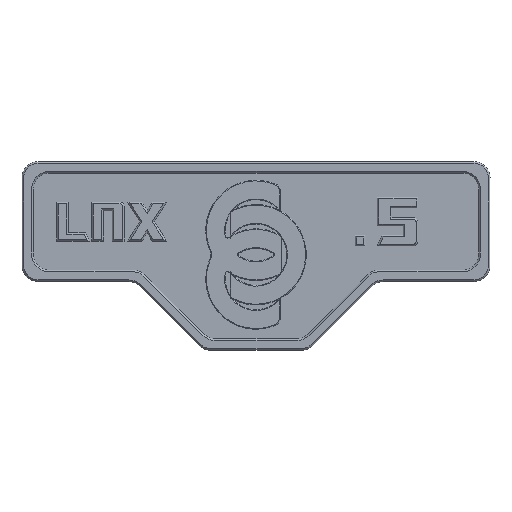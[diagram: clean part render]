
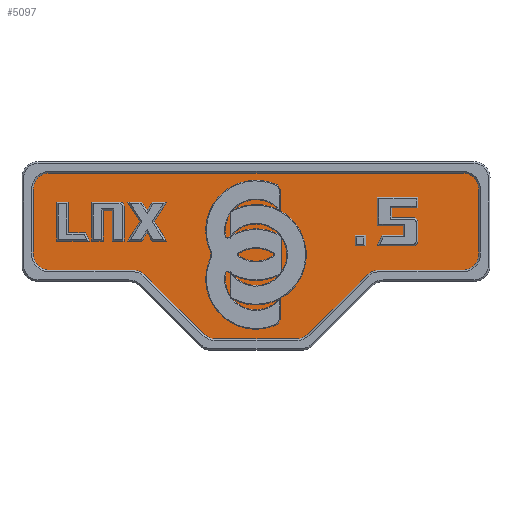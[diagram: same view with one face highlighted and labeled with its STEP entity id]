
A CAD part, top view. The second image highlights one B-rep face of the part: STEP entity #5097.
In plain terms, the highlighted planar face has unit normal (0, 0, 1).
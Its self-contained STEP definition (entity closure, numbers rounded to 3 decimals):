
#242=CIRCLE('',#5514,5.);
#243=CIRCLE('',#5517,5.);
#244=CIRCLE('',#5520,5.);
#245=CIRCLE('',#5523,5.);
#258=CIRCLE('',#5562,5.);
#259=CIRCLE('',#5565,5.);
#260=CIRCLE('',#5568,5.);
#261=CIRCLE('',#5571,5.);
#532=FACE_OUTER_BOUND('',#845,.T.);
#845=EDGE_LOOP('',(#3743,#3744,#3745,#3746,#3747,#3748,#3749,#3750,#3751,
#3752,#3753,#3754,#3755,#3756,#3757,#3758));
#1153=LINE('',#7681,#1680);
#1157=LINE('',#7690,#1684);
#1160=LINE('',#7698,#1687);
#1163=LINE('',#7706,#1690);
#1203=LINE('',#7812,#1730);
#1206=LINE('',#7820,#1733);
#1209=LINE('',#7828,#1736);
#1212=LINE('',#7836,#1739);
#1680=VECTOR('',#6184,10.);
#1684=VECTOR('',#6194,10.);
#1687=VECTOR('',#6203,10.);
#1690=VECTOR('',#6212,10.);
#1730=VECTOR('',#6330,10.);
#1733=VECTOR('',#6339,10.);
#1736=VECTOR('',#6348,10.);
#1739=VECTOR('',#6357,10.);
#2198=VERTEX_POINT('',#7678);
#2199=VERTEX_POINT('',#7680);
#2200=VERTEX_POINT('',#7684);
#2201=VERTEX_POINT('',#7688);
#2202=VERTEX_POINT('',#7692);
#2203=VERTEX_POINT('',#7696);
#2204=VERTEX_POINT('',#7700);
#2205=VERTEX_POINT('',#7704);
#2206=VERTEX_POINT('',#7708);
#2232=VERTEX_POINT('',#7810);
#2233=VERTEX_POINT('',#7814);
#2234=VERTEX_POINT('',#7818);
#2235=VERTEX_POINT('',#7822);
#2236=VERTEX_POINT('',#7826);
#2237=VERTEX_POINT('',#7830);
#2238=VERTEX_POINT('',#7834);
#2699=EDGE_CURVE('',#2199,#2198,#1153,.T.);
#2702=EDGE_CURVE('',#2198,#2200,#242,.T.);
#2704=EDGE_CURVE('',#2200,#2201,#1157,.T.);
#2706=EDGE_CURVE('',#2201,#2202,#243,.T.);
#2708=EDGE_CURVE('',#2202,#2203,#1160,.T.);
#2710=EDGE_CURVE('',#2203,#2204,#244,.T.);
#2712=EDGE_CURVE('',#2204,#2205,#1163,.T.);
#2714=EDGE_CURVE('',#2205,#2206,#245,.T.);
#2765=EDGE_CURVE('',#2206,#2232,#1203,.T.);
#2767=EDGE_CURVE('',#2232,#2233,#258,.T.);
#2769=EDGE_CURVE('',#2233,#2234,#1206,.T.);
#2771=EDGE_CURVE('',#2234,#2235,#259,.T.);
#2773=EDGE_CURVE('',#2235,#2236,#1209,.T.);
#2775=EDGE_CURVE('',#2236,#2237,#260,.T.);
#2777=EDGE_CURVE('',#2237,#2238,#1212,.T.);
#2778=EDGE_CURVE('',#2238,#2199,#261,.T.);
#3743=ORIENTED_EDGE('',*,*,#2714,.T.);
#3744=ORIENTED_EDGE('',*,*,#2765,.T.);
#3745=ORIENTED_EDGE('',*,*,#2767,.T.);
#3746=ORIENTED_EDGE('',*,*,#2769,.T.);
#3747=ORIENTED_EDGE('',*,*,#2771,.T.);
#3748=ORIENTED_EDGE('',*,*,#2773,.T.);
#3749=ORIENTED_EDGE('',*,*,#2775,.T.);
#3750=ORIENTED_EDGE('',*,*,#2777,.T.);
#3751=ORIENTED_EDGE('',*,*,#2778,.T.);
#3752=ORIENTED_EDGE('',*,*,#2699,.T.);
#3753=ORIENTED_EDGE('',*,*,#2702,.T.);
#3754=ORIENTED_EDGE('',*,*,#2704,.T.);
#3755=ORIENTED_EDGE('',*,*,#2706,.T.);
#3756=ORIENTED_EDGE('',*,*,#2708,.T.);
#3757=ORIENTED_EDGE('',*,*,#2710,.T.);
#3758=ORIENTED_EDGE('',*,*,#2712,.T.);
#4854=PLANE('',#5584);
#5097=ADVANCED_FACE('',(#532),#4854,.T.);
#5514=AXIS2_PLACEMENT_3D('',#7686,#6189,#6190);
#5517=AXIS2_PLACEMENT_3D('',#7694,#6198,#6199);
#5520=AXIS2_PLACEMENT_3D('',#7702,#6207,#6208);
#5523=AXIS2_PLACEMENT_3D('',#7710,#6216,#6217);
#5562=AXIS2_PLACEMENT_3D('',#7816,#6334,#6335);
#5565=AXIS2_PLACEMENT_3D('',#7824,#6343,#6344);
#5568=AXIS2_PLACEMENT_3D('',#7832,#6352,#6353);
#5571=AXIS2_PLACEMENT_3D('',#7838,#6360,#6361);
#5584=AXIS2_PLACEMENT_3D('',#7869,#6397,#6398);
#6184=DIRECTION('',(0.707,-0.707,0.));
#6189=DIRECTION('center_axis',(0.,0.,1.));
#6190=DIRECTION('ref_axis',(-0.707,-0.707,0.));
#6194=DIRECTION('',(1.,0.,0.));
#6198=DIRECTION('center_axis',(0.,0.,1.));
#6199=DIRECTION('ref_axis',(0.,-1.,0.));
#6203=DIRECTION('',(0.707,0.707,0.));
#6207=DIRECTION('center_axis',(0.,0.,-1.));
#6208=DIRECTION('ref_axis',(0.,1.,0.));
#6212=DIRECTION('',(1.,0.,0.));
#6216=DIRECTION('center_axis',(0.,0.,1.));
#6217=DIRECTION('ref_axis',(0.,-1.,0.));
#6330=DIRECTION('',(0.,1.,0.));
#6334=DIRECTION('center_axis',(0.,0.,1.));
#6335=DIRECTION('ref_axis',(1.,0.,0.));
#6339=DIRECTION('',(-1.,0.,0.));
#6343=DIRECTION('center_axis',(0.,0.,1.));
#6344=DIRECTION('ref_axis',(0.,1.,0.));
#6348=DIRECTION('',(0.,-1.,0.));
#6352=DIRECTION('center_axis',(0.,0.,1.));
#6353=DIRECTION('ref_axis',(-1.,0.,0.));
#6357=DIRECTION('',(1.,0.,0.));
#6360=DIRECTION('center_axis',(0.,0.,-1.));
#6361=DIRECTION('ref_axis',(0.707,0.707,0.));
#6397=DIRECTION('center_axis',(0.,0.,1.));
#6398=DIRECTION('ref_axis',(1.,0.,0.));
#7678=CARTESIAN_POINT('',(-16.015,-2.036,4.));
#7680=CARTESIAN_POINT('',(-34.299,16.249,4.));
#7681=CARTESIAN_POINT('',(-18.047,-0.004,4.));
#7684=CARTESIAN_POINT('',(-12.479,-3.5,4.));
#7686=CARTESIAN_POINT('Origin',(-12.479,1.5,4.));
#7688=CARTESIAN_POINT('',(12.479,-3.5,4.));
#7690=CARTESIAN_POINT('',(6.24,-3.5,4.));
#7692=CARTESIAN_POINT('',(16.015,-2.036,4.));
#7694=CARTESIAN_POINT('Origin',(12.479,1.5,4.));
#7696=CARTESIAN_POINT('',(34.299,16.249,4.));
#7698=CARTESIAN_POINT('',(27.189,9.138,4.));
#7700=CARTESIAN_POINT('',(37.835,17.713,4.));
#7702=CARTESIAN_POINT('Origin',(37.835,12.713,4.));
#7704=CARTESIAN_POINT('',(63.713,17.713,4.));
#7706=CARTESIAN_POINT('',(31.857,17.713,4.));
#7708=CARTESIAN_POINT('',(68.713,22.713,4.));
#7710=CARTESIAN_POINT('Origin',(63.713,22.713,4.));
#7810=CARTESIAN_POINT('',(68.713,42.713,4.));
#7812=CARTESIAN_POINT('',(68.713,32.41,4.));
#7814=CARTESIAN_POINT('',(63.713,47.713,4.));
#7816=CARTESIAN_POINT('Origin',(63.713,42.713,4.));
#7818=CARTESIAN_POINT('',(-63.713,47.713,4.));
#7820=CARTESIAN_POINT('',(-31.857,47.713,4.));
#7822=CARTESIAN_POINT('',(-68.713,42.713,4.));
#7824=CARTESIAN_POINT('Origin',(-63.713,42.713,4.));
#7826=CARTESIAN_POINT('',(-68.713,22.713,4.));
#7828=CARTESIAN_POINT('',(-68.713,22.41,4.));
#7830=CARTESIAN_POINT('',(-63.713,17.713,4.));
#7832=CARTESIAN_POINT('Origin',(-63.713,22.713,4.));
#7834=CARTESIAN_POINT('',(-37.835,17.713,4.));
#7836=CARTESIAN_POINT('',(-18.917,17.713,4.));
#7838=CARTESIAN_POINT('Origin',(-37.835,12.713,4.));
#7869=CARTESIAN_POINT('Origin',(0.,22.107,4.));
